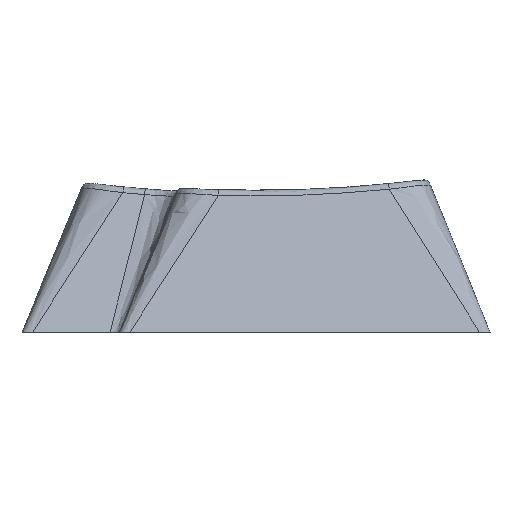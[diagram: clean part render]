
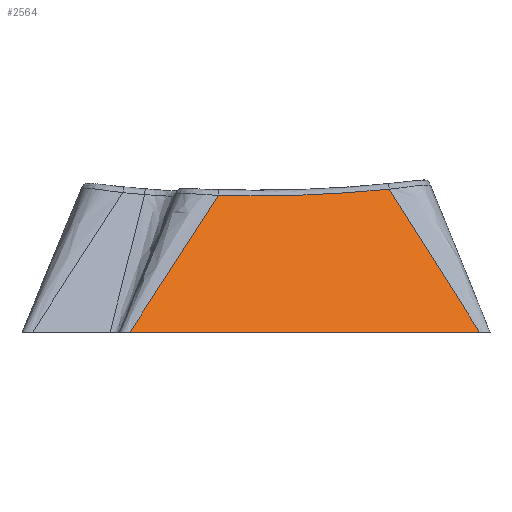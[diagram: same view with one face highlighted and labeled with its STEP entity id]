
A CAD part, front view. The second image highlights one B-rep face of the part: STEP entity #2564.
In plain terms, the highlighted planar face has unit normal (0, -0.9, 0.435).
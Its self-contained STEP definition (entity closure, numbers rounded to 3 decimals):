
#15=ELLIPSE('',#2731,50.947,44.137);
#96=B_SPLINE_CURVE_WITH_KNOTS('',3,(#4559,#4560,#4561,#4562),
 .UNSPECIFIED.,.F.,.F.,(4,4),(-0.307,8.465),
 .UNSPECIFIED.);
#98=B_SPLINE_CURVE_WITH_KNOTS('',3,(#4626,#4627,#4628,#4629,#4630,#4631,
#4632,#4633,#4634,#4635,#4636,#4637,#4638,#4639,#4640,#4641,#4642,#4643,
#4644,#4645,#4646,#4647,#4648,#4649,#4650,#4651,#4652,#4653,#4654,#4655,
#4656,#4657,#4658,#4659,#4660,#4661,#4662,#4663,#4664,#4665),
 .UNSPECIFIED.,.F.,.F.,(4,3,3,3,3,3,3,3,3,3,3,3,3,4),(-0.129,0.882,
1.548,2.565,3.226,4.309,4.903,
6.581,7.36,8.14,8.258,8.809,
8.918,8.963),.UNSPECIFIED.);
#173=FACE_OUTER_BOUND('',#324,.T.);
#324=EDGE_LOOP('',(#1886,#1887,#1888,#1889));
#549=LINE('',#3868,#835);
#835=VECTOR('',#3029,10.);
#1108=VERTEX_POINT('',#3805);
#1109=VERTEX_POINT('',#3867);
#1141=VERTEX_POINT('',#4540);
#1143=VERTEX_POINT('',#4611);
#1370=EDGE_CURVE('',#1108,#1109,#549,.T.);
#1414=EDGE_CURVE('',#1109,#1141,#96,.F.);
#1416=EDGE_CURVE('',#1143,#1108,#98,.T.);
#1432=EDGE_CURVE('',#1143,#1141,#15,.T.);
#1886=ORIENTED_EDGE('',*,*,#1432,.T.);
#1887=ORIENTED_EDGE('',*,*,#1414,.F.);
#1888=ORIENTED_EDGE('',*,*,#1370,.F.);
#1889=ORIENTED_EDGE('',*,*,#1416,.F.);
#2433=PLANE('',#2730);
#2564=ADVANCED_FACE('',(#173),#2433,.F.);
#2730=AXIS2_PLACEMENT_3D('',#4835,#3076,#3077);
#2731=AXIS2_PLACEMENT_3D('',#4836,#3078,#3079);
#3029=DIRECTION('',(-1.,0.,0.));
#3076=DIRECTION('center_axis',(0.,0.9,-0.435));
#3077=DIRECTION('ref_axis',(0.,0.435,0.9));
#3078=DIRECTION('center_axis',(0.,0.9,-0.435));
#3079=DIRECTION('ref_axis',(0.998,0.026,0.054));
#3805=CARTESIAN_POINT('',(10.921,-20.125,-35.));
#3867=CARTESIAN_POINT('',(-6.156,-20.125,-35.));
#3868=CARTESIAN_POINT('',(10.921,-20.125,-35.));
#4540=CARTESIAN_POINT('',(-1.835,-16.895,-28.318));
#4559=CARTESIAN_POINT('Ctrl Pts',(-1.835,-16.895,-28.318));
#4560=CARTESIAN_POINT('Ctrl Pts',(-3.276,-17.972,-30.545));
#4561=CARTESIAN_POINT('Ctrl Pts',(-4.716,-19.049,-32.773));
#4562=CARTESIAN_POINT('Ctrl Pts',(-6.156,-20.125,-35.));
#4611=CARTESIAN_POINT('',(6.51,-16.75,-28.018));
#4626=CARTESIAN_POINT('Ctrl Pts',(6.511,-16.75,-28.018));
#4627=CARTESIAN_POINT('Ctrl Pts',(6.674,-16.875,-28.277));
#4628=CARTESIAN_POINT('Ctrl Pts',(6.838,-17.001,-28.536));
#4629=CARTESIAN_POINT('Ctrl Pts',(7.002,-17.126,-28.795));
#4630=CARTESIAN_POINT('Ctrl Pts',(7.11,-17.208,-28.965));
#4631=CARTESIAN_POINT('Ctrl Pts',(7.219,-17.291,-29.136));
#4632=CARTESIAN_POINT('Ctrl Pts',(7.327,-17.373,-29.306));
#4633=CARTESIAN_POINT('Ctrl Pts',(7.492,-17.499,-29.566));
#4634=CARTESIAN_POINT('Ctrl Pts',(7.657,-17.624,-29.826));
#4635=CARTESIAN_POINT('Ctrl Pts',(7.822,-17.75,-30.087));
#4636=CARTESIAN_POINT('Ctrl Pts',(7.93,-17.832,-30.256));
#4637=CARTESIAN_POINT('Ctrl Pts',(8.037,-17.914,-30.425));
#4638=CARTESIAN_POINT('Ctrl Pts',(8.144,-17.996,-30.594));
#4639=CARTESIAN_POINT('Ctrl Pts',(8.32,-18.13,-30.872));
#4640=CARTESIAN_POINT('Ctrl Pts',(8.495,-18.264,-31.149));
#4641=CARTESIAN_POINT('Ctrl Pts',(8.671,-18.398,-31.426));
#4642=CARTESIAN_POINT('Ctrl Pts',(8.767,-18.471,-31.578));
#4643=CARTESIAN_POINT('Ctrl Pts',(8.863,-18.545,-31.731));
#4644=CARTESIAN_POINT('Ctrl Pts',(8.959,-18.618,-31.883));
#4645=CARTESIAN_POINT('Ctrl Pts',(9.229,-18.826,-32.312));
#4646=CARTESIAN_POINT('Ctrl Pts',(9.5,-19.033,-32.741));
#4647=CARTESIAN_POINT('Ctrl Pts',(9.77,-19.241,-33.171));
#4648=CARTESIAN_POINT('Ctrl Pts',(9.895,-19.338,-33.37));
#4649=CARTESIAN_POINT('Ctrl Pts',(10.02,-19.434,-33.57));
#4650=CARTESIAN_POINT('Ctrl Pts',(10.146,-19.53,-33.77));
#4651=CARTESIAN_POINT('Ctrl Pts',(10.271,-19.627,-33.969));
#4652=CARTESIAN_POINT('Ctrl Pts',(10.397,-19.723,-34.169));
#4653=CARTESIAN_POINT('Ctrl Pts',(10.522,-19.82,-34.368));
#4654=CARTESIAN_POINT('Ctrl Pts',(10.542,-19.834,-34.398));
#4655=CARTESIAN_POINT('Ctrl Pts',(10.561,-19.849,-34.429));
#4656=CARTESIAN_POINT('Ctrl Pts',(10.58,-19.864,-34.459));
#4657=CARTESIAN_POINT('Ctrl Pts',(10.668,-19.932,-34.6));
#4658=CARTESIAN_POINT('Ctrl Pts',(10.757,-20.,-34.741));
#4659=CARTESIAN_POINT('Ctrl Pts',(10.846,-20.068,-34.882));
#4660=CARTESIAN_POINT('Ctrl Pts',(10.864,-20.082,-34.91));
#4661=CARTESIAN_POINT('Ctrl Pts',(10.881,-20.095,-34.938));
#4662=CARTESIAN_POINT('Ctrl Pts',(10.899,-20.108,-34.965));
#4663=CARTESIAN_POINT('Ctrl Pts',(10.906,-20.114,-34.977));
#4664=CARTESIAN_POINT('Ctrl Pts',(10.914,-20.12,-34.988));
#4665=CARTESIAN_POINT('Ctrl Pts',(10.921,-20.125,-35.));
#4835=CARTESIAN_POINT('Origin',(-5.156,-18.317,-31.258));
#4836=CARTESIAN_POINT('Origin',(0.88,2.312,11.418));
